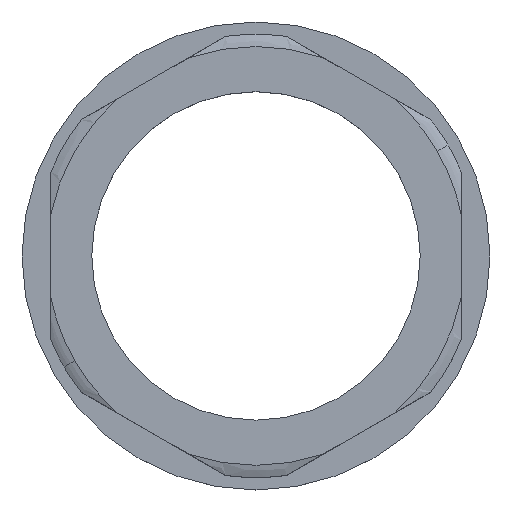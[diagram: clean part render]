
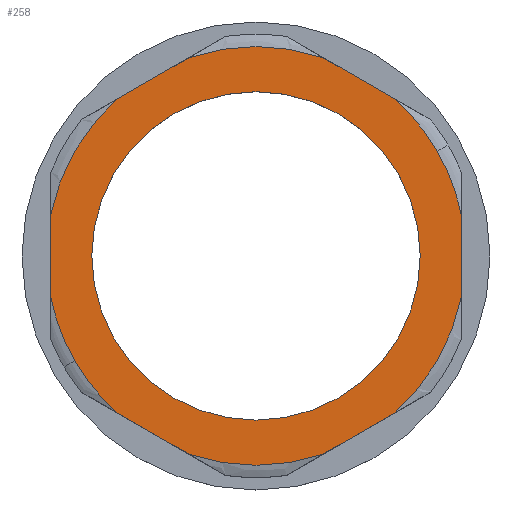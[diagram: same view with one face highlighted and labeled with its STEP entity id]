
A CAD part, top view. The second image highlights one B-rep face of the part: STEP entity #258.
In plain terms, the highlighted planar face has unit normal (0, 0, 1).
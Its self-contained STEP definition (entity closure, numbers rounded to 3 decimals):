
#54=AXIS2_PLACEMENT_3D('Circle Axis2P3D',#52,#53,$) ;
#127=AXIS2_PLACEMENT_3D('Circle Axis2P3D',#125,#126,$) ;
#140=AXIS2_PLACEMENT_3D('Plane Axis2P3D',#137,#138,#139) ;
#144=AXIS2_PLACEMENT_3D('Circle Axis2P3D',#142,#143,$) ;
#165=AXIS2_PLACEMENT_3D('Circle Axis2P3D',#163,#164,$) ;
#179=AXIS2_PLACEMENT_3D('Circle Axis2P3D',#177,#178,$) ;
#193=AXIS2_PLACEMENT_3D('Circle Axis2P3D',#191,#192,$) ;
#200=AXIS2_PLACEMENT_3D('Circle Axis2P3D',#198,#199,$) ;
#214=AXIS2_PLACEMENT_3D('Circle Axis2P3D',#212,#213,$) ;
#242=AXIS2_PLACEMENT_3D('Circle Axis2P3D',#240,#241,$) ;
#251=AXIS2_PLACEMENT_3D('Circle Axis2P3D',#249,#250,$) ;
#49=CARTESIAN_POINT('Vertex',(50.584,41.25,7.)) ;
#52=CARTESIAN_POINT('Axis2P3D Location',(28.5,28.5,7.)) ;
#56=CARTESIAN_POINT('Vertex',(53.5,33.525,7.)) ;
#122=CARTESIAN_POINT('Vertex',(45.352,47.638,7.)) ;
#125=CARTESIAN_POINT('Axis2P3D Location',(28.5,28.5,7.)) ;
#137=CARTESIAN_POINT('Axis2P3D Location',(28.5,28.5,7.)) ;
#142=CARTESIAN_POINT('Axis2P3D Location',(28.5,28.5,7.)) ;
#146=CARTESIAN_POINT('Vertex',(45.352,9.362,7.)) ;
#148=CARTESIAN_POINT('Vertex',(53.5,23.475,7.)) ;
#151=CARTESIAN_POINT('Line Origine',(53.5,28.5,7.)) ;
#156=CARTESIAN_POINT('Line Origine',(41.,50.151,7.)) ;
#160=CARTESIAN_POINT('Vertex',(36.648,52.663,7.)) ;
#163=CARTESIAN_POINT('Axis2P3D Location',(28.5,28.5,7.)) ;
#167=CARTESIAN_POINT('Vertex',(20.352,52.663,7.)) ;
#170=CARTESIAN_POINT('Line Origine',(16.,50.151,7.)) ;
#174=CARTESIAN_POINT('Vertex',(11.648,47.638,7.)) ;
#177=CARTESIAN_POINT('Axis2P3D Location',(28.5,28.5,7.)) ;
#181=CARTESIAN_POINT('Vertex',(3.5,33.525,7.)) ;
#184=CARTESIAN_POINT('Line Origine',(3.5,28.5,7.)) ;
#188=CARTESIAN_POINT('Vertex',(3.5,23.475,7.)) ;
#191=CARTESIAN_POINT('Axis2P3D Location',(28.5,28.5,7.)) ;
#195=CARTESIAN_POINT('Vertex',(6.416,15.75,7.)) ;
#198=CARTESIAN_POINT('Axis2P3D Location',(28.5,28.5,7.)) ;
#202=CARTESIAN_POINT('Vertex',(11.648,9.362,7.)) ;
#205=CARTESIAN_POINT('Line Origine',(16.,6.849,7.)) ;
#209=CARTESIAN_POINT('Vertex',(20.352,4.337,7.)) ;
#212=CARTESIAN_POINT('Axis2P3D Location',(28.5,28.5,7.)) ;
#216=CARTESIAN_POINT('Vertex',(36.648,4.337,7.)) ;
#219=CARTESIAN_POINT('Line Origine',(41.,6.849,7.)) ;
#240=CARTESIAN_POINT('Axis2P3D Location',(28.5,28.5,7.)) ;
#244=CARTESIAN_POINT('Vertex',(11.179,18.5,7.)) ;
#246=CARTESIAN_POINT('Vertex',(45.821,38.5,7.)) ;
#249=CARTESIAN_POINT('Axis2P3D Location',(28.5,28.5,7.)) ;
#53=DIRECTION('Axis2P3D Direction',(0.,-0.,1.)) ;
#126=DIRECTION('Axis2P3D Direction',(0.,-0.,1.)) ;
#138=DIRECTION('Axis2P3D Direction',(0.,-0.,1.)) ;
#139=DIRECTION('Axis2P3D XDirection',(0.866,0.5,0.)) ;
#143=DIRECTION('Axis2P3D Direction',(0.,-0.,1.)) ;
#152=DIRECTION('Vector Direction',(0.,1.,0.)) ;
#157=DIRECTION('Vector Direction',(-0.866,0.5,0.)) ;
#164=DIRECTION('Axis2P3D Direction',(0.,-0.,1.)) ;
#171=DIRECTION('Vector Direction',(-0.866,-0.5,0.)) ;
#178=DIRECTION('Axis2P3D Direction',(0.,-0.,1.)) ;
#185=DIRECTION('Vector Direction',(0.,-1.,0.)) ;
#192=DIRECTION('Axis2P3D Direction',(0.,-0.,1.)) ;
#199=DIRECTION('Axis2P3D Direction',(0.,-0.,1.)) ;
#206=DIRECTION('Vector Direction',(0.866,-0.5,0.)) ;
#213=DIRECTION('Axis2P3D Direction',(0.,-0.,1.)) ;
#220=DIRECTION('Vector Direction',(0.866,0.5,0.)) ;
#241=DIRECTION('Axis2P3D Direction',(0.,-0.,1.)) ;
#250=DIRECTION('Axis2P3D Direction',(0.,-0.,1.)) ;
#153=VECTOR('Line Direction',#152,1.) ;
#158=VECTOR('Line Direction',#157,1.) ;
#172=VECTOR('Line Direction',#171,1.) ;
#186=VECTOR('Line Direction',#185,1.) ;
#207=VECTOR('Line Direction',#206,1.) ;
#221=VECTOR('Line Direction',#220,1.) ;
#225=ORIENTED_EDGE('',*,*,#150,.T.) ;
#226=ORIENTED_EDGE('',*,*,#155,.T.) ;
#227=ORIENTED_EDGE('',*,*,#58,.T.) ;
#228=ORIENTED_EDGE('',*,*,#129,.T.) ;
#229=ORIENTED_EDGE('',*,*,#162,.T.) ;
#230=ORIENTED_EDGE('',*,*,#169,.T.) ;
#231=ORIENTED_EDGE('',*,*,#176,.T.) ;
#232=ORIENTED_EDGE('',*,*,#183,.T.) ;
#233=ORIENTED_EDGE('',*,*,#190,.T.) ;
#234=ORIENTED_EDGE('',*,*,#197,.T.) ;
#235=ORIENTED_EDGE('',*,*,#204,.T.) ;
#236=ORIENTED_EDGE('',*,*,#211,.T.) ;
#237=ORIENTED_EDGE('',*,*,#218,.T.) ;
#238=ORIENTED_EDGE('',*,*,#223,.T.) ;
#255=ORIENTED_EDGE('',*,*,#248,.F.) ;
#256=ORIENTED_EDGE('',*,*,#253,.F.) ;
#257=FACE_BOUND('',#254,.T.) ;
#258=ADVANCED_FACE('Schnitt-Rotation1',(#239,#257),#141,.T.) ;
#55=CIRCLE('generated circle',#54,25.5) ;
#128=CIRCLE('generated circle',#127,25.5) ;
#145=CIRCLE('generated circle',#144,25.5) ;
#166=CIRCLE('generated circle',#165,25.5) ;
#180=CIRCLE('generated circle',#179,25.5) ;
#194=CIRCLE('generated circle',#193,25.5) ;
#201=CIRCLE('generated circle',#200,25.5) ;
#215=CIRCLE('generated circle',#214,25.5) ;
#243=CIRCLE('generated circle',#242,20.) ;
#252=CIRCLE('generated circle',#251,20.) ;
#58=EDGE_CURVE('',#57,#50,#55,.T.) ;
#129=EDGE_CURVE('',#50,#123,#128,.T.) ;
#150=EDGE_CURVE('',#147,#149,#145,.T.) ;
#155=EDGE_CURVE('',#149,#57,#154,.T.) ;
#162=EDGE_CURVE('',#123,#161,#159,.T.) ;
#169=EDGE_CURVE('',#161,#168,#166,.T.) ;
#176=EDGE_CURVE('',#168,#175,#173,.T.) ;
#183=EDGE_CURVE('',#175,#182,#180,.T.) ;
#190=EDGE_CURVE('',#182,#189,#187,.T.) ;
#197=EDGE_CURVE('',#189,#196,#194,.T.) ;
#204=EDGE_CURVE('',#196,#203,#201,.T.) ;
#211=EDGE_CURVE('',#203,#210,#208,.T.) ;
#218=EDGE_CURVE('',#210,#217,#215,.T.) ;
#223=EDGE_CURVE('',#217,#147,#222,.T.) ;
#248=EDGE_CURVE('',#245,#247,#243,.T.) ;
#253=EDGE_CURVE('',#247,#245,#252,.T.) ;
#224=EDGE_LOOP('',(#225,#226,#227,#228,#229,#230,#231,#232,#233,#234,#235,#236,#237,#238)) ;
#254=EDGE_LOOP('',(#255,#256)) ;
#239=FACE_OUTER_BOUND('',#224,.T.) ;
#154=LINE('Line',#151,#153) ;
#159=LINE('Line',#156,#158) ;
#173=LINE('Line',#170,#172) ;
#187=LINE('Line',#184,#186) ;
#208=LINE('Line',#205,#207) ;
#222=LINE('Line',#219,#221) ;
#141=PLANE('',#140) ;
#50=VERTEX_POINT('',#49) ;
#57=VERTEX_POINT('',#56) ;
#123=VERTEX_POINT('',#122) ;
#147=VERTEX_POINT('',#146) ;
#149=VERTEX_POINT('',#148) ;
#161=VERTEX_POINT('',#160) ;
#168=VERTEX_POINT('',#167) ;
#175=VERTEX_POINT('',#174) ;
#182=VERTEX_POINT('',#181) ;
#189=VERTEX_POINT('',#188) ;
#196=VERTEX_POINT('',#195) ;
#203=VERTEX_POINT('',#202) ;
#210=VERTEX_POINT('',#209) ;
#217=VERTEX_POINT('',#216) ;
#245=VERTEX_POINT('',#244) ;
#247=VERTEX_POINT('',#246) ;
